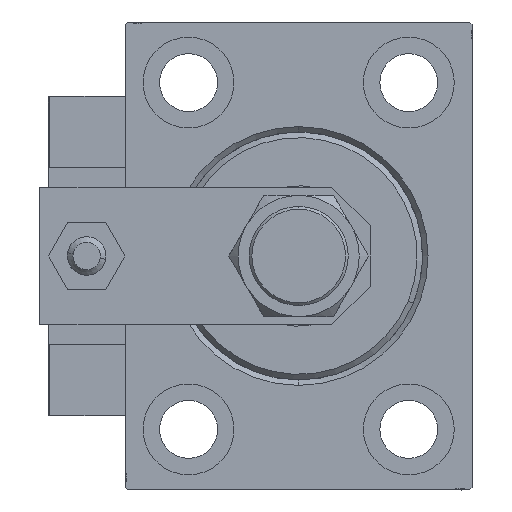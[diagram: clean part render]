
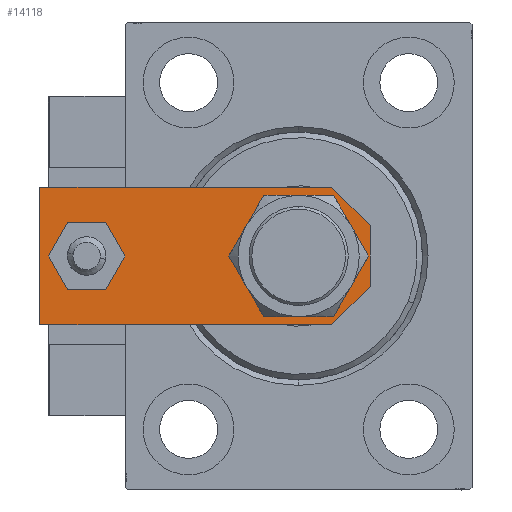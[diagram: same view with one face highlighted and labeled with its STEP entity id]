
A CAD part, left-side view. The second image highlights one B-rep face of the part: STEP entity #14118.
In plain terms, the highlighted face is planar.
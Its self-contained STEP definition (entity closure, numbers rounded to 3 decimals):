
#411 = ORIENTED_EDGE ( 'NONE', *, *, #33249, .T. ) ;
#2464 = VERTEX_POINT ( 'NONE', #47846 ) ;
#2955 = LINE ( 'NONE', #27016, #34863 ) ;
#3376 = DIRECTION ( 'NONE',  ( 1., 0., 0. ) ) ;
#3405 = VERTEX_POINT ( 'NONE', #50501 ) ;
#3892 = VECTOR ( 'NONE', #31116, 1000. ) ;
#4336 = EDGE_CURVE ( 'NONE', #51346, #3405, #19095, .T. ) ;
#4652 = LINE ( 'NONE', #9101, #17874 ) ;
#4836 = DIRECTION ( 'NONE',  ( 0., 0., 1. ) ) ;
#6528 = CARTESIAN_POINT ( 'NONE',  ( 8.25, 13., 6. ) ) ;
#6933 = EDGE_LOOP ( 'NONE', ( #47945, #25323 ) ) ;
#9075 = AXIS2_PLACEMENT_3D ( 'NONE', #43914, #47854, #48103 ) ;
#9101 = CARTESIAN_POINT ( 'NONE',  ( 12.5, 60., 6. ) ) ;
#10349 = VERTEX_POINT ( 'NONE', #30145 ) ;
#10732 = CIRCLE ( 'NONE', #9075, 4. ) ;
#11301 = DIRECTION ( 'NONE',  ( 0., 0., 1. ) ) ;
#12338 = EDGE_CURVE ( 'NONE', #31650, #33336, #10732, .T. ) ;
#12679 = FACE_OUTER_BOUND ( 'NONE', #22922, .T. ) ;
#13831 = ORIENTED_EDGE ( 'NONE', *, *, #4336, .T. ) ;
#14118 = ADVANCED_FACE ( 'NONE', ( #36477, #12679, #28627 ), #36728, .T. ) ;
#14965 = CIRCLE ( 'NONE', #15806, 8.25 ) ;
#14975 = AXIS2_PLACEMENT_3D ( 'NONE', #24695, #4836, #17634 ) ;
#15057 = ORIENTED_EDGE ( 'NONE', *, *, #29151, .T. ) ;
#15156 = CIRCLE ( 'NONE', #18513, 4. ) ;
#15806 = AXIS2_PLACEMENT_3D ( 'NONE', #16160, #51239, #3376 ) ;
#15824 = ORIENTED_EDGE ( 'NONE', *, *, #34971, .T. ) ;
#16160 = CARTESIAN_POINT ( 'NONE',  ( 0., 13., 6. ) ) ;
#16412 = CARTESIAN_POINT ( 'NONE',  ( -2.75, -2.75, 6. ) ) ;
#16420 = DIRECTION ( 'NONE',  ( -1., 0., 0. ) ) ;
#16478 = CARTESIAN_POINT ( 'NONE',  ( 4., 51.5, 6. ) ) ;
#16816 = VERTEX_POINT ( 'NONE', #18076 ) ;
#17276 = LINE ( 'NONE', #21192, #43677 ) ;
#17634 = DIRECTION ( 'NONE',  ( 1., 0., 0. ) ) ;
#17874 = VECTOR ( 'NONE', #16420, 1000. ) ;
#18076 = CARTESIAN_POINT ( 'NONE',  ( -5.5, 0., 6. ) ) ;
#18513 = AXIS2_PLACEMENT_3D ( 'NONE', #26720, #27225, #19395 ) ;
#18914 = DIRECTION ( 'NONE',  ( 0., 1., 0. ) ) ;
#18990 = VERTEX_POINT ( 'NONE', #28031 ) ;
#19095 = LINE ( 'NONE', #42101, #3892 ) ;
#19395 = DIRECTION ( 'NONE',  ( 1., 0., 0. ) ) ;
#20855 = EDGE_CURVE ( 'NONE', #28939, #2464, #30109, .T. ) ;
#21192 = CARTESIAN_POINT ( 'NONE',  ( -12.5, 0., 6. ) ) ;
#22922 = EDGE_LOOP ( 'NONE', ( #15057, #43156, #411, #13831, #32855, #15824 ) ) ;
#24695 = CARTESIAN_POINT ( 'NONE',  ( 0., 0., 6. ) ) ;
#25323 = ORIENTED_EDGE ( 'NONE', *, *, #20855, .F. ) ;
#25629 = DIRECTION ( 'NONE',  ( 1., 0., 0. ) ) ;
#26158 = CARTESIAN_POINT ( 'NONE',  ( -4., 51.5, 6. ) ) ;
#26720 = CARTESIAN_POINT ( 'NONE',  ( 0., 51.5, 6. ) ) ;
#27016 = CARTESIAN_POINT ( 'NONE',  ( 12.5, 0., 6. ) ) ;
#27225 = DIRECTION ( 'NONE',  ( 0., 0., 1. ) ) ;
#27659 = DIRECTION ( 'NONE',  ( 0., -1., 0. ) ) ;
#28031 = CARTESIAN_POINT ( 'NONE',  ( -12.5, 60., 6. ) ) ;
#28429 = DIRECTION ( 'NONE',  ( 0.707, -0.707, 0. ) ) ;
#28627 = FACE_BOUND ( 'NONE', #6933, .T. ) ;
#28939 = VERTEX_POINT ( 'NONE', #6528 ) ;
#29151 = EDGE_CURVE ( 'NONE', #18990, #10349, #43619, .T. ) ;
#29587 = EDGE_CURVE ( 'NONE', #33336, #31650, #15156, .T. ) ;
#30109 = CIRCLE ( 'NONE', #31789, 8.25 ) ;
#30145 = CARTESIAN_POINT ( 'NONE',  ( -12.5, 7., 6. ) ) ;
#31116 = DIRECTION ( 'NONE',  ( 0.707, 0.707, 0. ) ) ;
#31650 = VERTEX_POINT ( 'NONE', #16478 ) ;
#31789 = AXIS2_PLACEMENT_3D ( 'NONE', #43200, #11301, #46871 ) ;
#32105 = LINE ( 'NONE', #16412, #38285 ) ;
#32855 = ORIENTED_EDGE ( 'NONE', *, *, #46193, .T. ) ;
#33249 = EDGE_CURVE ( 'NONE', #16816, #51346, #17276, .T. ) ;
#33336 = VERTEX_POINT ( 'NONE', #26158 ) ;
#33759 = VERTEX_POINT ( 'NONE', #35237 ) ;
#34863 = VECTOR ( 'NONE', #18914, 1000. ) ;
#34971 = EDGE_CURVE ( 'NONE', #33759, #18990, #4652, .T. ) ;
#35214 = VECTOR ( 'NONE', #27659, 1000. ) ;
#35237 = CARTESIAN_POINT ( 'NONE',  ( 12.5, 60., 6. ) ) ;
#36477 = FACE_BOUND ( 'NONE', #40665, .T. ) ;
#36728 = PLANE ( 'NONE',  #14975 ) ;
#38285 = VECTOR ( 'NONE', #28429, 1000. ) ;
#40196 = CARTESIAN_POINT ( 'NONE',  ( -12.5, 60., 6. ) ) ;
#40665 = EDGE_LOOP ( 'NONE', ( #41072, #46002 ) ) ;
#41072 = ORIENTED_EDGE ( 'NONE', *, *, #29587, .F. ) ;
#42086 = CARTESIAN_POINT ( 'NONE',  ( 5.5, 0., 6. ) ) ;
#42101 = CARTESIAN_POINT ( 'NONE',  ( 2.75, -2.75, 6. ) ) ;
#43156 = ORIENTED_EDGE ( 'NONE', *, *, #48886, .T. ) ;
#43200 = CARTESIAN_POINT ( 'NONE',  ( 0., 13., 6. ) ) ;
#43619 = LINE ( 'NONE', #40196, #35214 ) ;
#43677 = VECTOR ( 'NONE', #25629, 1000. ) ;
#43914 = CARTESIAN_POINT ( 'NONE',  ( 0., 51.5, 6. ) ) ;
#46002 = ORIENTED_EDGE ( 'NONE', *, *, #12338, .F. ) ;
#46193 = EDGE_CURVE ( 'NONE', #3405, #33759, #2955, .T. ) ;
#46871 = DIRECTION ( 'NONE',  ( 1., 0., 0. ) ) ;
#47846 = CARTESIAN_POINT ( 'NONE',  ( -8.25, 13., 6. ) ) ;
#47854 = DIRECTION ( 'NONE',  ( 0., 0., 1. ) ) ;
#47945 = ORIENTED_EDGE ( 'NONE', *, *, #50553, .F. ) ;
#48103 = DIRECTION ( 'NONE',  ( 1., 0., 0. ) ) ;
#48886 = EDGE_CURVE ( 'NONE', #10349, #16816, #32105, .T. ) ;
#50501 = CARTESIAN_POINT ( 'NONE',  ( 12.5, 7., 6. ) ) ;
#50553 = EDGE_CURVE ( 'NONE', #2464, #28939, #14965, .T. ) ;
#51239 = DIRECTION ( 'NONE',  ( 0., 0., 1. ) ) ;
#51346 = VERTEX_POINT ( 'NONE', #42086 ) ;
